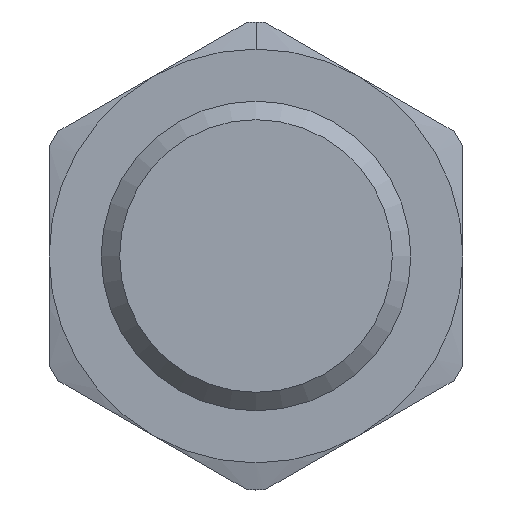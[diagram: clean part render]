
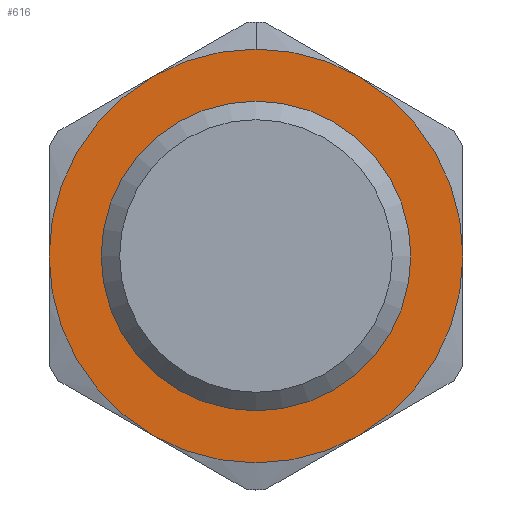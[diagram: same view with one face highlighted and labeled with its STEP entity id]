
A CAD part, front view. The second image highlights one B-rep face of the part: STEP entity #616.
In plain terms, the highlighted planar face has unit normal (0, -1, 0).
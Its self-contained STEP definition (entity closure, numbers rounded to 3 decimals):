
#79=PLANE('',#683);
#162=VERTEX_POINT('',#1003);
#164=VERTEX_POINT('',#1014);
#166=VERTEX_POINT('',#1024);
#167=VERTEX_POINT('',#1032);
#173=VERTEX_POINT('',#1051);
#174=VERTEX_POINT('',#1055);
#175=VERTEX_POINT('',#1057);
#176=VERTEX_POINT('',#1061);
#210=CIRCLE('',#672,6.5);
#215=CIRCLE('',#682,4.864);
#216=CIRCLE('',#684,6.5);
#217=CIRCLE('',#685,6.5);
#218=CIRCLE('',#686,6.5);
#219=CIRCLE('',#687,6.5);
#220=CIRCLE('',#688,6.5);
#221=CIRCLE('',#689,6.5);
#276=EDGE_CURVE('',#162,#164,#210,.F.);
#290=EDGE_CURVE('',#173,#173,#215,.T.);
#291=EDGE_CURVE('',#164,#174,#216,.T.);
#292=EDGE_CURVE('',#174,#175,#217,.T.);
#293=EDGE_CURVE('',#175,#167,#218,.T.);
#294=EDGE_CURVE('',#167,#166,#219,.T.);
#295=EDGE_CURVE('',#166,#176,#220,.T.);
#296=EDGE_CURVE('',#176,#162,#221,.T.);
#408=ORIENTED_EDGE('',*,*,#290,.F.);
#409=ORIENTED_EDGE('',*,*,#276,.T.);
#410=ORIENTED_EDGE('',*,*,#291,.T.);
#411=ORIENTED_EDGE('',*,*,#292,.T.);
#412=ORIENTED_EDGE('',*,*,#293,.T.);
#413=ORIENTED_EDGE('',*,*,#294,.T.);
#414=ORIENTED_EDGE('',*,*,#295,.T.);
#415=ORIENTED_EDGE('',*,*,#296,.T.);
#529=EDGE_LOOP('',(#408));
#530=EDGE_LOOP('',(#409,#410,#411,#412,#413,#414,#415));
#573=FACE_BOUND('',#529,.T.);
#574=FACE_BOUND('',#530,.T.);
#616=ADVANCED_FACE('',(#573,#574),#79,.F.);
#672=AXIS2_PLACEMENT_3D('',#1013,#796,#797);
#682=AXIS2_PLACEMENT_3D('',#1052,#817,#818);
#683=AXIS2_PLACEMENT_3D('',#1053,#819,$);
#684=AXIS2_PLACEMENT_3D('',#1054,#820,#821);
#685=AXIS2_PLACEMENT_3D('',#1056,#822,#823);
#686=AXIS2_PLACEMENT_3D('',#1058,#824,#825);
#687=AXIS2_PLACEMENT_3D('',#1059,#826,#827);
#688=AXIS2_PLACEMENT_3D('',#1060,#828,#829);
#689=AXIS2_PLACEMENT_3D('',#1062,#830,#831);
#796=DIRECTION('',(0.,1.,0.));
#797=DIRECTION('',(0.,0.,6.5));
#817=DIRECTION('',(0.,-1.,0.));
#818=DIRECTION('',(0.,0.,-4.864));
#819=DIRECTION('',(0.,1.,0.));
#820=DIRECTION('',(0.,-1.,0.));
#821=DIRECTION('',(0.,0.,6.5));
#822=DIRECTION('',(0.,-1.,0.));
#823=DIRECTION('',(0.,0.,6.5));
#824=DIRECTION('',(0.,-1.,0.));
#825=DIRECTION('',(0.,0.,6.5));
#826=DIRECTION('',(0.,-1.,0.));
#827=DIRECTION('',(0.,0.,6.5));
#828=DIRECTION('',(0.,-1.,0.));
#829=DIRECTION('',(0.,0.,6.5));
#830=DIRECTION('',(0.,-1.,0.));
#831=DIRECTION('',(0.,0.,6.5));
#1003=CARTESIAN_POINT('',(3.25,6.7,-5.629));
#1013=CARTESIAN_POINT('',(0.,6.7,0.));
#1014=CARTESIAN_POINT('',(6.5,6.7,0.));
#1024=CARTESIAN_POINT('',(-6.5,6.7,0.));
#1032=CARTESIAN_POINT('',(-3.25,6.7,5.629));
#1051=CARTESIAN_POINT('',(0.,6.7,-4.864));
#1052=CARTESIAN_POINT('',(0.,6.7,0.));
#1053=CARTESIAN_POINT('',(6.5,6.7,0.));
#1054=CARTESIAN_POINT('',(0.,6.7,0.));
#1055=CARTESIAN_POINT('',(3.25,6.7,5.629));
#1056=CARTESIAN_POINT('',(0.,6.7,0.));
#1057=CARTESIAN_POINT('',(0.,6.7,6.5));
#1058=CARTESIAN_POINT('',(0.,6.7,0.));
#1059=CARTESIAN_POINT('',(0.,6.7,0.));
#1060=CARTESIAN_POINT('',(0.,6.7,0.));
#1061=CARTESIAN_POINT('',(-3.25,6.7,-5.629));
#1062=CARTESIAN_POINT('',(0.,6.7,0.));
